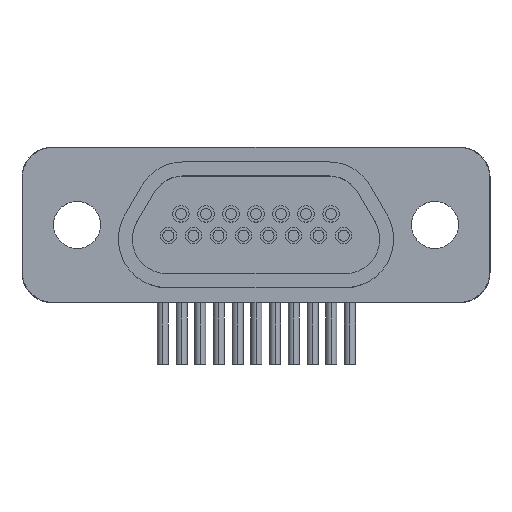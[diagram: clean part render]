
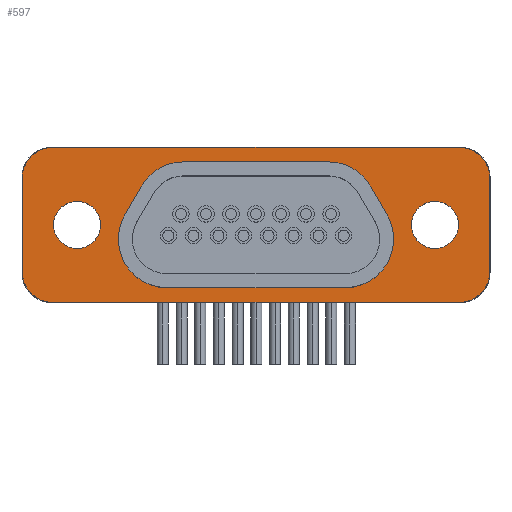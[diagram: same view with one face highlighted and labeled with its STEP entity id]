
A CAD part, top view. The second image highlights one B-rep face of the part: STEP entity #597.
In plain terms, the highlighted planar face has unit normal (0, 0, 1).
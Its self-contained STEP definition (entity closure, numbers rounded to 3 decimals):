
#597=ADVANCED_FACE('NONE',(#1576,#1577,#1578,#1579),#1580,.T.);
#1576=FACE_OUTER_BOUND('',#2988,.T.);
#1577=FACE_BOUND('',#2989,.T.);
#1578=FACE_BOUND('',#2990,.T.);
#1579=FACE_BOUND('',#2991,.T.);
#1580=PLANE('',#2992);
#2988=EDGE_LOOP('',(#10792,#10793,#10794,#10795,#10796,#10797,#10798,#10799));
#2989=EDGE_LOOP('',(#10800,#10801));
#2990=EDGE_LOOP('',(#10802,#10803));
#2991=EDGE_LOOP('',(#10804,#10805,#10806,#10807,#10808,#10809,#10810,#10811,#10812,#10813));
#2992=AXIS2_PLACEMENT_3D('',#10814,#10815,#10816);
#10792=ORIENTED_EDGE('',*,*,#14246,.T.);
#10793=ORIENTED_EDGE('',*,*,#14275,.T.);
#10794=ORIENTED_EDGE('',*,*,#14271,.T.);
#10795=ORIENTED_EDGE('',*,*,#14267,.T.);
#10796=ORIENTED_EDGE('',*,*,#14263,.T.);
#10797=ORIENTED_EDGE('',*,*,#14259,.T.);
#10798=ORIENTED_EDGE('',*,*,#14255,.T.);
#10799=ORIENTED_EDGE('',*,*,#14251,.T.);
#10800=ORIENTED_EDGE('',*,*,#14278,.F.);
#10801=ORIENTED_EDGE('',*,*,#14072,.F.);
#10802=ORIENTED_EDGE('',*,*,#14279,.F.);
#10803=ORIENTED_EDGE('',*,*,#14077,.F.);
#10804=ORIENTED_EDGE('',*,*,#14082,.T.);
#10805=ORIENTED_EDGE('',*,*,#14280,.T.);
#10806=ORIENTED_EDGE('',*,*,#14281,.T.);
#10807=ORIENTED_EDGE('',*,*,#14282,.T.);
#10808=ORIENTED_EDGE('',*,*,#14283,.T.);
#10809=ORIENTED_EDGE('',*,*,#14284,.T.);
#10810=ORIENTED_EDGE('',*,*,#14285,.T.);
#10811=ORIENTED_EDGE('',*,*,#13832,.T.);
#10812=ORIENTED_EDGE('',*,*,#14286,.T.);
#10813=ORIENTED_EDGE('',*,*,#14287,.T.);
#10814=CARTESIAN_POINT('',(-10.305,2.365,0.0));
#10815=DIRECTION('',(0.0,0.0,1.0));
#10816=DIRECTION('',(1.0,-0.0,0.0));
#13832=EDGE_CURVE('NONE',#15373,#15370,#15374,.T.);
#14072=EDGE_CURVE('NONE',#15803,#15805,#15806,.T.);
#14077=EDGE_CURVE('NONE',#15812,#15814,#15815,.T.);
#14082=EDGE_CURVE('NONE',#15823,#15821,#15824,.T.);
#14246=EDGE_CURVE('NONE',#16145,#16146,#16147,.T.);
#14251=EDGE_CURVE('NONE',#16154,#16145,#16155,.T.);
#14255=EDGE_CURVE('NONE',#16160,#16154,#16161,.T.);
#14259=EDGE_CURVE('NONE',#16166,#16160,#16167,.T.);
#14263=EDGE_CURVE('NONE',#16172,#16166,#16173,.T.);
#14267=EDGE_CURVE('NONE',#16178,#16172,#16179,.T.);
#14271=EDGE_CURVE('NONE',#16184,#16178,#16185,.T.);
#14275=EDGE_CURVE('NONE',#16146,#16184,#16190,.T.);
#14278=EDGE_CURVE('NONE',#15805,#15803,#16193,.T.);
#14279=EDGE_CURVE('NONE',#15814,#15812,#16194,.T.);
#14280=EDGE_CURVE('NONE',#15821,#16195,#16196,.T.);
#14281=EDGE_CURVE('NONE',#16195,#16197,#16198,.T.);
#14282=EDGE_CURVE('NONE',#16197,#16199,#16200,.T.);
#14283=EDGE_CURVE('NONE',#16199,#16201,#16202,.T.);
#14284=EDGE_CURVE('NONE',#16201,#16203,#16204,.T.);
#14285=EDGE_CURVE('NONE',#16203,#15373,#16205,.T.);
#14286=EDGE_CURVE('NONE',#15370,#16206,#16207,.T.);
#14287=EDGE_CURVE('NONE',#16206,#15823,#16208,.T.);
#15370=VERTEX_POINT('',#17668);
#15373=VERTEX_POINT('NONE',#17672);
#15374=CIRCLE('',#17673,2.46);
#15803=VERTEX_POINT('NONE',#18215);
#15805=VERTEX_POINT('NONE',#18218);
#15806=CIRCLE('',#18219,1.195);
#15812=VERTEX_POINT('NONE',#18226);
#15814=VERTEX_POINT('NONE',#18229);
#15815=CIRCLE('',#18230,1.195);
#15821=VERTEX_POINT('NONE',#18237);
#15823=VERTEX_POINT('NONE',#18240);
#15824=CIRCLE('',#18241,2.46);
#16145=VERTEX_POINT('NONE',#19621);
#16146=VERTEX_POINT('NONE',#19622);
#16147=CIRCLE('',#19623,1.57);
#16154=VERTEX_POINT('NONE',#19632);
#16155=LINE('',#19633,#19634);
#16160=VERTEX_POINT('NONE',#19641);
#16161=CIRCLE('',#19642,1.57);
#16166=VERTEX_POINT('NONE',#19648);
#16167=LINE('',#19649,#19650);
#16172=VERTEX_POINT('NONE',#19657);
#16173=CIRCLE('',#19658,1.57);
#16178=VERTEX_POINT('NONE',#19664);
#16179=LINE('',#19665,#19666);
#16184=VERTEX_POINT('NONE',#19673);
#16185=CIRCLE('',#19674,1.57);
#16190=LINE('',#19680,#19681);
#16193=CIRCLE('',#19685,1.195);
#16194=CIRCLE('',#19686,1.195);
#16195=VERTEX_POINT('NONE',#19687);
#16196=CIRCLE('',#19688,2.46);
#16197=VERTEX_POINT('NONE',#19689);
#16198=LINE('',#19690,#19691);
#16199=VERTEX_POINT('NONE',#19692);
#16200=CIRCLE('',#19693,2.46);
#16201=VERTEX_POINT('NONE',#19694);
#16202=LINE('',#19695,#19696);
#16203=VERTEX_POINT('NONE',#19697);
#16204=CIRCLE('',#19698,2.46);
#16205=LINE('',#19699,#19700);
#16206=VERTEX_POINT('NONE',#19701);
#16207=CIRCLE('',#19702,2.46);
#16208=LINE('',#19703,#19704);
#17668=CARTESIAN_POINT('',(6.985,-0.73,0.0));
#17672=CARTESIAN_POINT('',(6.655,0.5,0.0));
#17673=AXIS2_PLACEMENT_3D('',#23507,#23508,#23509);
#18215=CARTESIAN_POINT('',(7.885,0.,0.0));
#18218=CARTESIAN_POINT('',(10.275,0.0,0.0));
#18219=AXIS2_PLACEMENT_3D('',#23890,#23891,#23892);
#18226=CARTESIAN_POINT('',(-10.275,0.,0.0));
#18229=CARTESIAN_POINT('',(-7.885,0.0,0.0));
#18230=AXIS2_PLACEMENT_3D('',#23898,#23899,#23900);
#18237=CARTESIAN_POINT('',(-6.985,-0.73,0.0));
#18240=CARTESIAN_POINT('',(-4.525,-3.19,0.0));
#18241=AXIS2_PLACEMENT_3D('',#23906,#23907,#23908);
#19621=CARTESIAN_POINT('',(-10.305,3.935,0.0));
#19622=CARTESIAN_POINT('',(-11.875,2.365,0.0));
#19623=AXIS2_PLACEMENT_3D('',#24026,#24027,#24028);
#19632=CARTESIAN_POINT('',(10.305,3.935,0.0));
#19633=CARTESIAN_POINT('',(-10.305,3.935,0.0));
#19634=VECTOR('',#24034,1000.0);
#19641=CARTESIAN_POINT('',(11.875,2.365,0.0));
#19642=AXIS2_PLACEMENT_3D('',#24037,#24038,#24039);
#19648=CARTESIAN_POINT('',(11.875,-2.365,0.0));
#19649=CARTESIAN_POINT('',(11.875,2.365,0.0));
#19650=VECTOR('',#24044,1000.0);
#19657=CARTESIAN_POINT('',(10.305,-3.935,0.0));
#19658=AXIS2_PLACEMENT_3D('',#24047,#24048,#24049);
#19664=CARTESIAN_POINT('',(-10.305,-3.935,0.0));
#19665=CARTESIAN_POINT('',(-10.305,-3.935,0.0));
#19666=VECTOR('',#24054,1000.0);
#19673=CARTESIAN_POINT('',(-11.875,-2.365,0.0));
#19674=AXIS2_PLACEMENT_3D('',#24057,#24058,#24059);
#19680=CARTESIAN_POINT('',(-11.875,2.365,0.0));
#19681=VECTOR('',#24064,1000.0);
#19685=AXIS2_PLACEMENT_3D('',#24066,#24067,#24068);
#19686=AXIS2_PLACEMENT_3D('',#24069,#24070,#24071);
#19687=CARTESIAN_POINT('',(-6.655,0.5,0.0));
#19688=AXIS2_PLACEMENT_3D('',#24072,#24073,#24074);
#19689=CARTESIAN_POINT('',(-5.812,1.96,0.0));
#19690=CARTESIAN_POINT('',(-6.655,0.5,0.0));
#19691=VECTOR('',#24075,1000.0);
#19692=CARTESIAN_POINT('',(-3.682,3.19,0.0));
#19693=AXIS2_PLACEMENT_3D('',#24076,#24077,#24078);
#19694=CARTESIAN_POINT('',(3.682,3.19,0.0));
#19695=CARTESIAN_POINT('',(-3.682,3.19,0.0));
#19696=VECTOR('',#24079,1000.0);
#19697=CARTESIAN_POINT('',(5.812,1.96,0.0));
#19698=AXIS2_PLACEMENT_3D('',#24080,#24081,#24082);
#19699=CARTESIAN_POINT('',(6.655,0.5,0.0));
#19700=VECTOR('',#24083,1000.0);
#19701=CARTESIAN_POINT('',(4.525,-3.19,0.0));
#19702=AXIS2_PLACEMENT_3D('',#24084,#24085,#24086);
#19703=CARTESIAN_POINT('',(-4.525,-3.19,0.0));
#19704=VECTOR('',#24087,1000.0);
#23507=CARTESIAN_POINT('',(4.525,-0.73,-0.0));
#23508=DIRECTION('',(0.0,0.0,-1.0));
#23509=DIRECTION('',(-1.0,0.0,0.0));
#23890=CARTESIAN_POINT('',(9.08,0.0,0.0));
#23891=DIRECTION('',(0.0,0.0,1.0));
#23892=DIRECTION('',(-1.0,0.0,0.0));
#23898=CARTESIAN_POINT('',(-9.08,0.0,0.0));
#23899=DIRECTION('',(0.0,0.0,1.0));
#23900=DIRECTION('',(1.0,0.0,0.0));
#23906=CARTESIAN_POINT('',(-4.525,-0.73,0.0));
#23907=DIRECTION('',(0.0,0.0,-1.0));
#23908=DIRECTION('',(-1.0,0.0,0.0));
#24026=CARTESIAN_POINT('',(-10.305,2.365,0.0));
#24027=DIRECTION('',(0.0,0.0,1.0));
#24028=DIRECTION('',(1.0,0.0,0.0));
#24034=DIRECTION('',(-1.0,0.,-0.0));
#24037=CARTESIAN_POINT('',(10.305,2.365,0.0));
#24038=DIRECTION('',(0.0,0.0,1.0));
#24039=DIRECTION('',(1.0,0.0,0.0));
#24044=DIRECTION('',(-0.0,1.0,-0.0));
#24047=CARTESIAN_POINT('',(10.305,-2.365,0.0));
#24048=DIRECTION('',(0.0,0.0,1.0));
#24049=DIRECTION('',(1.0,0.0,0.0));
#24054=DIRECTION('',(1.0,0.,0.0));
#24057=CARTESIAN_POINT('',(-10.305,-2.365,0.0));
#24058=DIRECTION('',(0.0,0.0,1.0));
#24059=DIRECTION('',(1.0,0.0,0.0));
#24064=DIRECTION('',(0.,-1.0,0.0));
#24066=CARTESIAN_POINT('',(9.08,0.0,0.0));
#24067=DIRECTION('',(0.0,0.0,1.0));
#24068=DIRECTION('',(-1.0,0.0,0.0));
#24069=CARTESIAN_POINT('',(-9.08,0.0,0.0));
#24070=DIRECTION('',(0.0,0.0,1.0));
#24071=DIRECTION('',(1.0,0.0,0.0));
#24072=CARTESIAN_POINT('',(-4.525,-0.73,0.0));
#24073=DIRECTION('',(0.0,0.0,-1.0));
#24074=DIRECTION('',(-1.0,0.0,0.0));
#24075=DIRECTION('',(0.5,0.866,0.0));
#24076=CARTESIAN_POINT('',(-3.682,0.73,0.0));
#24077=DIRECTION('',(0.0,0.0,-1.0));
#24078=DIRECTION('',(1.0,0.0,0.0));
#24079=DIRECTION('',(1.0,0.,0.0));
#24080=CARTESIAN_POINT('',(3.682,0.73,0.0));
#24081=DIRECTION('',(0.0,0.0,-1.0));
#24082=DIRECTION('',(-1.0,0.0,0.0));
#24083=DIRECTION('',(0.5,-0.866,-0.0));
#24084=CARTESIAN_POINT('',(4.525,-0.73,-0.0));
#24085=DIRECTION('',(0.0,0.0,-1.0));
#24086=DIRECTION('',(-1.0,0.0,0.0));
#24087=DIRECTION('',(-1.0,0.,0.0));
